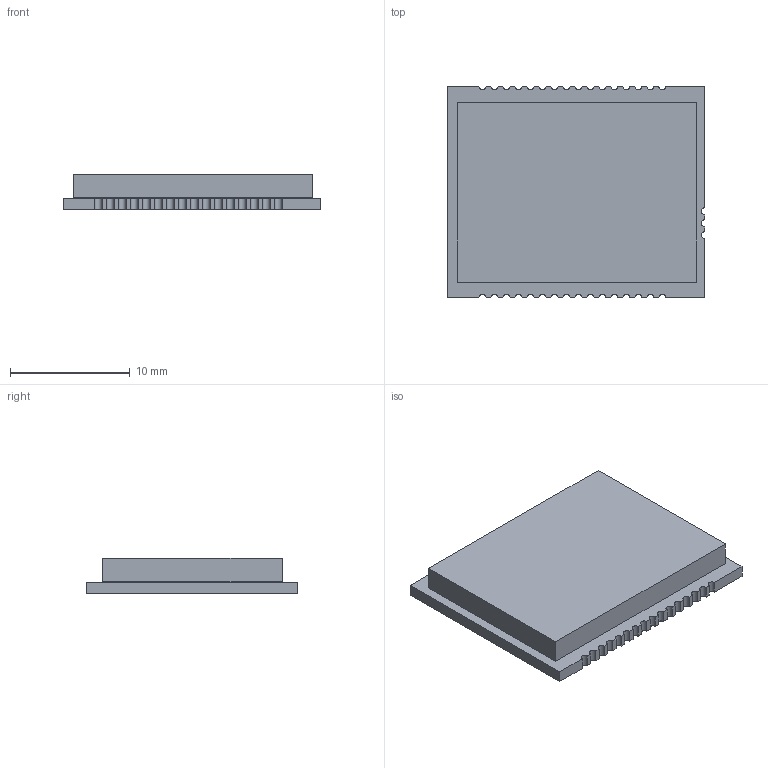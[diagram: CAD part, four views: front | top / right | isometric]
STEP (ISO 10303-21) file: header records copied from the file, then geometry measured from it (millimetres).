
FILE_DESCRIPTION(('FreeCAD Model'),'2;1');
FILE_NAME('W01.step', '2020-08-25T16:10:58',('Author'),(''), 'Open CASCADE STEP processor 7.3','FreeCAD','Unknown');
FILE_SCHEMA(('AUTOMOTIVE_DESIGN { 1 0 10303 214 1 1 1 1 }'));
Length unit declared in the file: millimetre
Products named in the file (2): Cut; Extruded002
Bounding box: 21.5 x 17.65 x 3 mm (x, y, z)
Volume: 973.3 mm3; surface area: 1579.3 mm2
Topology: 2 solids, 2 shells, 98 faces, 282 edges, 188 vertices
Faces by surface type: cylinder 51, plane 47
Entity records: 7888 total; most frequent: CARTESIAN_POINT 1753, DIRECTION 1036, LINE 634, VECTOR 634, ORIENTED_EDGE 564, PCURVE 564, DEFINITIONAL_REPRESENTATION 564, EDGE_CURVE 282
